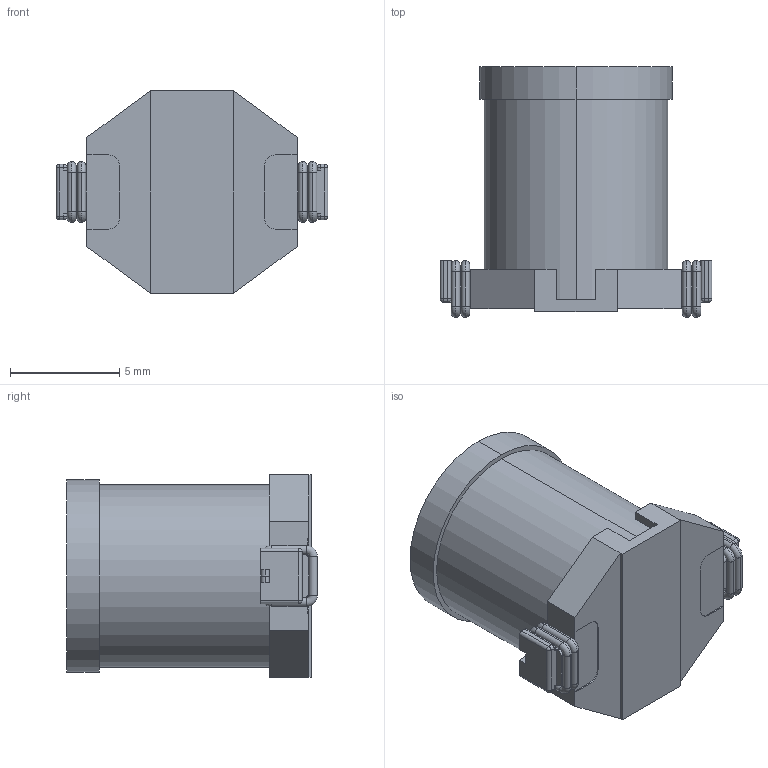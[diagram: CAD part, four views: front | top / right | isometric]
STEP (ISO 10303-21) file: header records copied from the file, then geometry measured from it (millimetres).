
FILE_DESCRIPTION (( 'STEP AP203' ), '1' );
FILE_NAME ('PF0382.STEP', '2021-06-28T08:06:07', ( '' ), ( '' ), 'SwSTEP 2.0', 'SolidWorks 2015', '' );
FILE_SCHEMA (( 'CONFIG_CONTROL_DESIGN' ));
Length unit declared in the file: millimetre
Products named in the file (1): PF0382
Bounding box: 12.45 x 11.5 x 9.3 mm (x, y, z)
Volume: 675.4 mm3; surface area: 614.3 mm2
Topology: 5 solids, 5 shells, 178 faces, 442 edges, 260 vertices
Faces by surface type: cylinder 76, plane 62, torus 32, sphere 8
Entity records: 5323 total; most frequent: DIRECTION 972, CARTESIAN_POINT 945, ORIENTED_EDGE 868, EDGE_CURVE 434, AXIS2_PLACEMENT_3D 367, VERTEX_POINT 260, VECTOR 238, LINE 238
